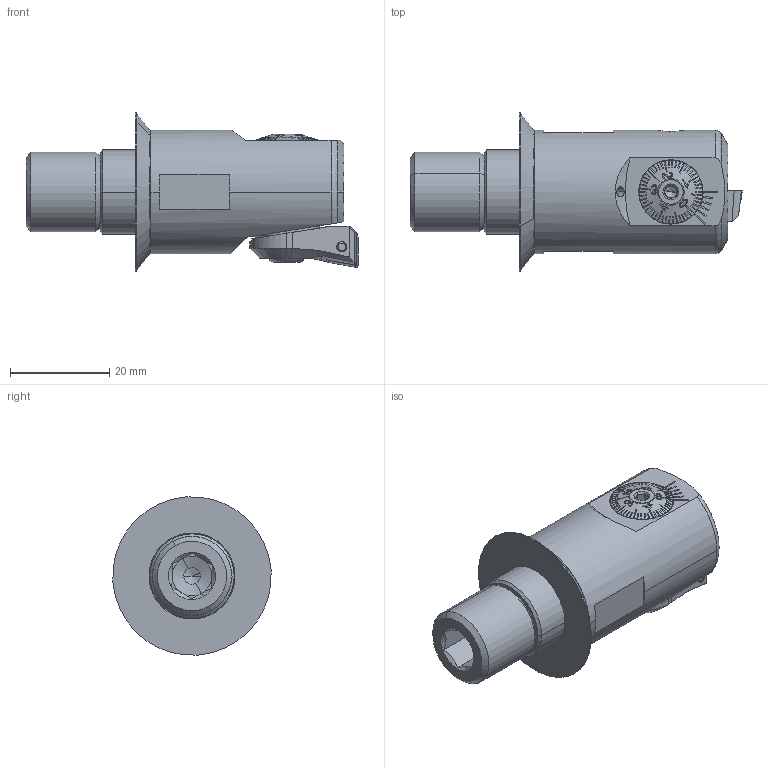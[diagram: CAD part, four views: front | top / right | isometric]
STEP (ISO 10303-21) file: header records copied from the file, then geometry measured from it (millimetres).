
FILE_DESCRIPTION (( 'STEP AP203' ), '1' );
FILE_NAME ('300.025.031.045.STEP', '2018-03-06T09:20:43', ( 'SWIAdmin' ), ( 'Hewlett-Packard Company' ), 'SwSTEP 2.0', 'SolidWorks 2017', '' );
FILE_SCHEMA (( 'CONFIG_CONTROL_DESIGN' ));
Length unit declared in the file: millimetre
Products named in the file (22): HP5-ER2.012.030_A; F25-BG1.009.006_A; ISO 4026 - M5 x 4_PreviewCfg; D32-D25.HP5.003_A; F25-BG1.012.013; F25-BG3.005.018_A_Abgedreht; 300.025.031.045; F25; F25-BG1.002.013_C; F25-ER1.101.008_A; F25-BG2.010.011_A; F25-WCA.001.006_C_fertigbearbeitet; F25-BG2.013.003_A; CCMT060204; F25-BG2.013.004_A; HP5-F25.031.045_A; WCA-ER2.001.006_A; DIN 3771 - 11x1; Klebstoff D5; F25-WCA.001.006; F25-BG2.008.009_A; T7 M2.5 x 6_PreviewCfg
Assembly tree (21 placements, depth 4):
  300.025.031.045
    HP5-F25.031.045_A
    F25
      Klebstoff D5
      T7 M2.5 x 6_PreviewCfg
      ISO 4026 - M5 x 4_PreviewCfg
      F25-BG3.005.018_A_Abgedreht
      F25-BG1.012.013
        F25-BG1.002.013_C
        F25-BG2.010.011_A
        F25-BG2.013.003_A
        F25-BG2.013.004_A
        DIN 3771 - 11x1
        F25-BG2.008.009_A
        F25-BG1.009.006_A
    F25-ER1.101.008_A
    F25-WCA.001.006
      F25-WCA.001.006_C_fertigbearbeitet
      CCMT060204
      WCA-ER2.001.006_A
    HP5-ER2.012.030_A
    D32-D25.HP5.003_A
Bounding box: 67 x 31.9 x 31.9 mm (x, y, z)
Volume: 23343.8 mm3; surface area: 14939 mm2
Topology: 20 solids, 20 shells, 834 faces, 2116 edges, 1329 vertices
Faces by surface type: plane 366, cone 208, cylinder 154, torus 57, bspline 47, sphere 2
Entity records: 30156 total; most frequent: CARTESIAN_POINT 8623, ORIENTED_EDGE 4204, DIRECTION 3745, EDGE_CURVE 2102, AXIS2_PLACEMENT_3D 1448, VERTEX_POINT 1329, EDGE_LOOP 889, VECTOR 849
